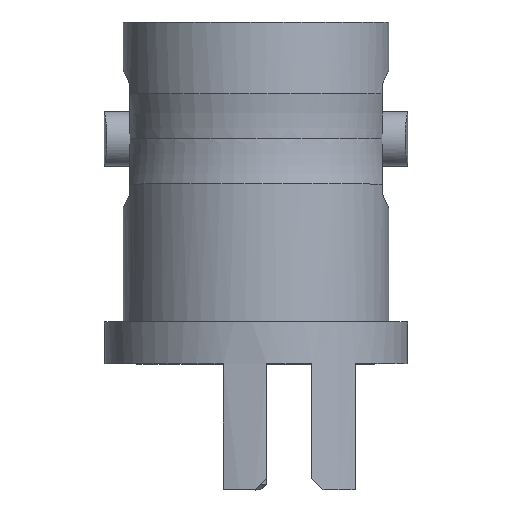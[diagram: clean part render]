
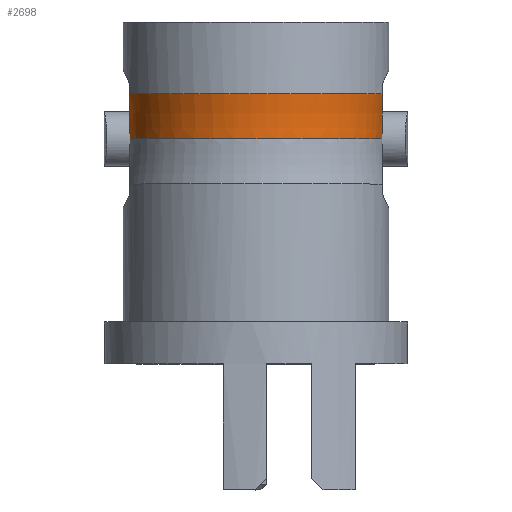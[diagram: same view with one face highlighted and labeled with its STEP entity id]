
A CAD part, top view. The second image highlights one B-rep face of the part: STEP entity #2698.
In plain terms, the highlighted toroidal (fillet/blend) face has major radius 13.675 mm and minor radius 9 mm.
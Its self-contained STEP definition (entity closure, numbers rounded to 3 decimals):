
#20 = CARTESIAN_POINT ( 'NONE',  ( -4.575, 13.744, 1.21 ) ) ;
#21 = CARTESIAN_POINT ( 'NONE',  ( -1.958, 14.366, 4.438 ) ) ;
#30 = CARTESIAN_POINT ( 'NONE',  ( -4.575, 13.892, 1.278 ) ) ;
#269 = CARTESIAN_POINT ( 'NONE',  ( 4.575, 14.04, 1.35 ) ) ;
#281 = ORIENTED_EDGE ( 'NONE', *, *, #295, .F. ) ;
#295 = EDGE_CURVE ( 'NONE', #1510, #2308, #2074, .T. ) ;
#326 = CARTESIAN_POINT ( 'NONE',  ( -2.411, 14.366, 4.209 ) ) ;
#356 = CARTESIAN_POINT ( 'NONE',  ( -4.182, 14.366, 2.459 ) ) ;
#398 = EDGE_CURVE ( 'NONE', #749, #2937, #978, .T. ) ;
#527 = B_SPLINE_CURVE_WITH_KNOTS ( 'NONE', 3,
 ( #2164, #1820, #3516, #3133 ),
 .UNSPECIFIED., .F., .F.,
 ( 4, 4 ),
 ( 0., 0.5 ),
 .UNSPECIFIED. ) ;
#559 = CARTESIAN_POINT ( 'NONE',  ( 0., 12.73, 0. ) ) ;
#594 = CARTESIAN_POINT ( 'NONE',  ( 4.569, 12.73, 0.99 ) ) ;
#620 = AXIS2_PLACEMENT_3D ( 'NONE', #670, #1316, #3684 ) ;
#663 = CARTESIAN_POINT ( 'NONE',  ( 0.502, 14.366, 4.825 ) ) ;
#670 = CARTESIAN_POINT ( 'NONE',  ( 0., 12.73, 0. ) ) ;
#680 = CARTESIAN_POINT ( 'NONE',  ( -4.575, 13.358, 1.052 ) ) ;
#749 = VERTEX_POINT ( 'NONE', #3407 ) ;
#778 = ORIENTED_EDGE ( 'NONE', *, *, #3989, .T. ) ;
#820 = ORIENTED_EDGE ( 'NONE', *, *, #3476, .F. ) ;
#928 = AXIS2_PLACEMENT_3D ( 'NONE', #559, #3613, #2613 ) ;
#957 = B_SPLINE_CURVE_WITH_KNOTS ( 'NONE', 3,
 ( #3698, #2724, #3713, #1021 ),
 .UNSPECIFIED., .F., .F.,
 ( 4, 4 ),
 ( 0.5, 1. ),
 .UNSPECIFIED. ) ;
#978 = B_SPLINE_CURVE_WITH_KNOTS ( 'NONE', 3,
 ( #2368, #1338, #356, #4050, #1707, #326, #21, #4034, #4374, #663, #1098, #2135, #2072, #1753, #2805, #3126, #2085, #2426 ),
 .UNSPECIFIED., .F., .F.,
 ( 4, 2, 2, 2, 2, 2, 2, 2, 4 ),
 ( 0., 0.125, 0.25, 0.375, 0.5, 0.625, 0.75, 0.875, 1. ),
 .UNSPECIFIED. ) ;
#998 = VERTEX_POINT ( 'NONE', #3408 ) ;
#1021 = CARTESIAN_POINT ( 'NONE',  ( -4.575, 12.92, 0.972 ) ) ;
#1029 = CARTESIAN_POINT ( 'NONE',  ( 4.575, 12.92, 0.972 ) ) ;
#1060 = CARTESIAN_POINT ( 'NONE',  ( 4.575, 13.646, 1.168 ) ) ;
#1067 = CARTESIAN_POINT ( 'NONE',  ( -4.575, 13.634, 1.163 ) ) ;
#1098 = CARTESIAN_POINT ( 'NONE',  ( 1.003, 14.366, 4.746 ) ) ;
#1316 = DIRECTION ( 'NONE',  ( 0., -1., 0. ) ) ;
#1338 = CARTESIAN_POINT ( 'NONE',  ( -4.416, 14.366, 2.009 ) ) ;
#1387 = CARTESIAN_POINT ( 'NONE',  ( -4.575, 13.831, 1.25 ) ) ;
#1412 = FACE_OUTER_BOUND ( 'NONE', #3590, .T. ) ;
#1456 = VERTEX_POINT ( 'NONE', #1500 ) ;
#1500 = CARTESIAN_POINT ( 'NONE',  ( 4.575, 12.92, 0.972 ) ) ;
#1510 = VERTEX_POINT ( 'NONE', #594 ) ;
#1540 = ORIENTED_EDGE ( 'NONE', *, *, #398, .F. ) ;
#1608 = CARTESIAN_POINT ( 'NONE',  ( 4.575, 14.366, 1.533 ) ) ;
#1707 = CARTESIAN_POINT ( 'NONE',  ( -3.225, 14.366, 3.623 ) ) ;
#1736 = CARTESIAN_POINT ( 'NONE',  ( -4.575, 13.654, 1.171 ) ) ;
#1753 = CARTESIAN_POINT ( 'NONE',  ( 3.225, 14.366, 3.623 ) ) ;
#1773 = B_SPLINE_CURVE_WITH_KNOTS ( 'NONE', 3,
 ( #3785, #4049, #2735, #30, #1387, #20, #3388, #1736, #1067, #3742, #2071, #680, #2775, #2366 ),
 .UNSPECIFIED., .F., .F.,
 ( 4, 2, 2, 1, 1, 2, 2, 4 ),
 ( 0., 0.25, 0.375, 0.437, 0.469, 0.484, 0.5, 1. ),
 .UNSPECIFIED. ) ;
#1820 = CARTESIAN_POINT ( 'NONE',  ( 4.571, 12.858, 0.984 ) ) ;
#1871 = CARTESIAN_POINT ( 'NONE',  ( 4.575, 14.366, 1.533 ) ) ;
#2008 = CARTESIAN_POINT ( 'NONE',  ( 4.575, 13.734, 1.205 ) ) ;
#2059 = ORIENTED_EDGE ( 'NONE', *, *, #3725, .F. ) ;
#2071 = CARTESIAN_POINT ( 'NONE',  ( -4.575, 13.615, 1.155 ) ) ;
#2072 = CARTESIAN_POINT ( 'NONE',  ( 2.411, 14.366, 4.209 ) ) ;
#2074 = CIRCLE ( 'NONE', #928, 4.675 ) ;
#2085 = CARTESIAN_POINT ( 'NONE',  ( 4.416, 14.366, 2.009 ) ) ;
#2135 = CARTESIAN_POINT ( 'NONE',  ( 1.958, 14.366, 4.438 ) ) ;
#2164 = CARTESIAN_POINT ( 'NONE',  ( 4.575, 12.92, 0.972 ) ) ;
#2308 = VERTEX_POINT ( 'NONE', #2917 ) ;
#2362 = CARTESIAN_POINT ( 'NONE',  ( 4.575, 13.379, 1.058 ) ) ;
#2366 = CARTESIAN_POINT ( 'NONE',  ( -4.575, 12.92, 0.972 ) ) ;
#2368 = CARTESIAN_POINT ( 'NONE',  ( -4.575, 14.366, 1.533 ) ) ;
#2426 = CARTESIAN_POINT ( 'NONE',  ( 4.575, 14.366, 1.533 ) ) ;
#2613 = DIRECTION ( 'NONE',  ( 0., 0., -1. ) ) ;
#2656 = TOROIDAL_SURFACE ( 'NONE', #620, 13.675, 9. ) ;
#2658 = CARTESIAN_POINT ( 'NONE',  ( 4.575, 13.833, 1.25 ) ) ;
#2698 = ADVANCED_FACE ( 'NONE', ( #1412 ), #2656, .F. ) ;
#2724 = CARTESIAN_POINT ( 'NONE',  ( -4.569, 12.794, 0.99 ) ) ;
#2735 = CARTESIAN_POINT ( 'NONE',  ( -4.575, 14.082, 1.373 ) ) ;
#2775 = CARTESIAN_POINT ( 'NONE',  ( -4.575, 13.129, 0.993 ) ) ;
#2805 = CARTESIAN_POINT ( 'NONE',  ( 3.586, 14.366, 3.267 ) ) ;
#2917 = CARTESIAN_POINT ( 'NONE',  ( -4.569, 12.73, 0.99 ) ) ;
#2937 = VERTEX_POINT ( 'NONE', #1871 ) ;
#3039 = EDGE_CURVE ( 'NONE', #2308, #998, #957, .T. ) ;
#3096 = CARTESIAN_POINT ( 'NONE',  ( 4.575, 13.651, 1.17 ) ) ;
#3126 = CARTESIAN_POINT ( 'NONE',  ( 4.182, 14.366, 2.459 ) ) ;
#3133 = CARTESIAN_POINT ( 'NONE',  ( 4.569, 12.73, 0.99 ) ) ;
#3388 = CARTESIAN_POINT ( 'NONE',  ( -4.575, 13.702, 1.191 ) ) ;
#3407 = CARTESIAN_POINT ( 'NONE',  ( -4.575, 14.366, 1.533 ) ) ;
#3408 = CARTESIAN_POINT ( 'NONE',  ( -4.575, 12.92, 0.972 ) ) ;
#3429 = CARTESIAN_POINT ( 'NONE',  ( 4.575, 13.665, 1.176 ) ) ;
#3476 = EDGE_CURVE ( 'NONE', #2937, #1456, #4161, .T. ) ;
#3516 = CARTESIAN_POINT ( 'NONE',  ( 4.569, 12.794, 0.99 ) ) ;
#3590 = EDGE_LOOP ( 'NONE', ( #281, #2059, #820, #1540, #778, #4107 ) ) ;
#3613 = DIRECTION ( 'NONE',  ( 0., -1., 0. ) ) ;
#3684 = DIRECTION ( 'NONE',  ( -1., 0., 0. ) ) ;
#3698 = CARTESIAN_POINT ( 'NONE',  ( -4.569, 12.73, 0.99 ) ) ;
#3713 = CARTESIAN_POINT ( 'NONE',  ( -4.571, 12.858, 0.984 ) ) ;
#3725 = EDGE_CURVE ( 'NONE', #1456, #1510, #527, .T. ) ;
#3739 = CARTESIAN_POINT ( 'NONE',  ( 4.575, 13.686, 1.185 ) ) ;
#3742 = CARTESIAN_POINT ( 'NONE',  ( -4.575, 13.621, 1.158 ) ) ;
#3785 = CARTESIAN_POINT ( 'NONE',  ( -4.575, 14.366, 1.533 ) ) ;
#3989 = EDGE_CURVE ( 'NONE', #749, #998, #1773, .T. ) ;
#4034 = CARTESIAN_POINT ( 'NONE',  ( -1.003, 14.366, 4.746 ) ) ;
#4049 = CARTESIAN_POINT ( 'NONE',  ( -4.575, 14.219, 1.447 ) ) ;
#4050 = CARTESIAN_POINT ( 'NONE',  ( -3.586, 14.366, 3.267 ) ) ;
#4070 = CARTESIAN_POINT ( 'NONE',  ( 4.575, 13.14, 0.994 ) ) ;
#4107 = ORIENTED_EDGE ( 'NONE', *, *, #3039, .F. ) ;
#4161 = B_SPLINE_CURVE_WITH_KNOTS ( 'NONE', 3,
 ( #1608, #4327, #269, #2658, #2008, #3739, #3429, #3096, #1060, #2362, #4070, #1029 ),
 .UNSPECIFIED., .F., .F.,
 ( 4, 1, 1, 1, 1, 2, 2, 4 ),
 ( 0., 0.25, 0.375, 0.437, 0.469, 0.484, 0.5, 1. ),
 .UNSPECIFIED. ) ;
#4327 = CARTESIAN_POINT ( 'NONE',  ( 4.575, 14.232, 1.455 ) ) ;
#4374 = CARTESIAN_POINT ( 'NONE',  ( -0.502, 14.366, 4.825 ) ) ;
